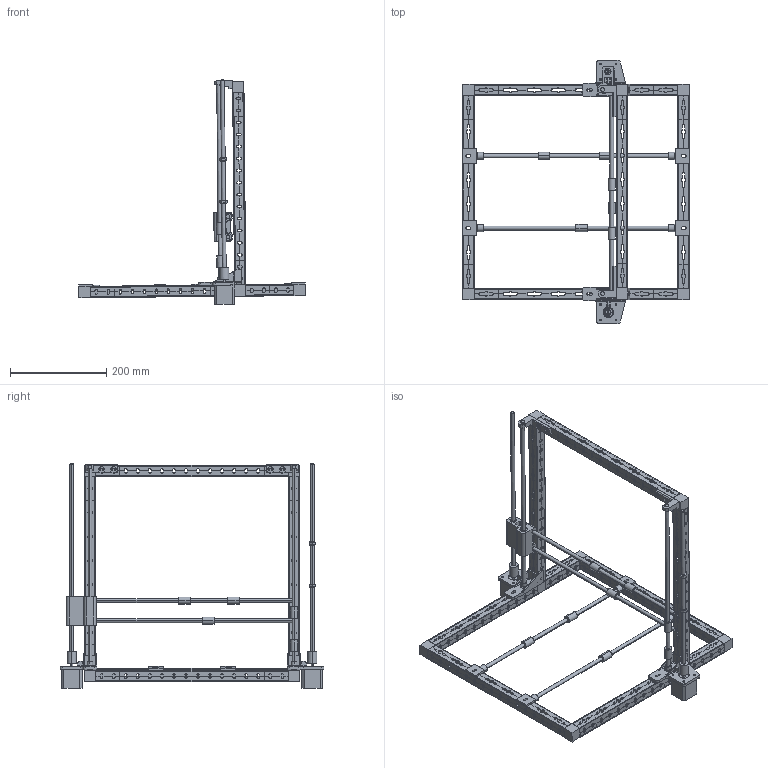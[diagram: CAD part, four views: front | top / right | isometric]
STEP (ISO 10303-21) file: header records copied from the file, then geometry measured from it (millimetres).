
FILE_DESCRIPTION(('CATIA V5 STEP Exchange'),'2;1');
FILE_NAME('printer.stp','2014-06-07T17:56:34+00:00',('none'),('none'),'CATIA Version 5 Release 18 GA (IN-10)','CATIA V5 STEP AP203','none');
FILE_SCHEMA(('CONFIG_CONTROL_DESIGN'));
Length unit declared in the file: millimetre
Products named in the file (1): printer
Assembly tree (52 placements, depth 2):
  printer
    #56  x3
    #10913  x2
    #21770  x6
    #22245  x2
    #22907  x2
    #26241  x2
    #34599  x4
    #35232  x2
    #35349  x2
    #35466
    #36774
    #38082
    #40305  x2
    #41023
    #43259  x2
    #43512  x2
    #43725  x10
    #43933
    #45681  x4
    #46276  x2
Bounding box: 471.52 x 548 x 467.21 mm (x, y, z)
Volume: 1374671.7 mm3; surface area: 768149.8 mm2
Topology: 52 solids, 52 shells, 2786 faces, 9864 edges, 6542 vertices
Faces by surface type: plane 1553, cylinder 1209, torus 12, cone 8, sphere 4
Entity records: 46416 total; most frequent: ORIENTED_EDGE 9072, CARTESIAN_POINT 8631, DIRECTION 6087, EDGE_CURVE 4536, VECTOR 3151, LINE 3151, VERTEX_POINT 3010, AXIS2_PLACEMENT_3D 2134
